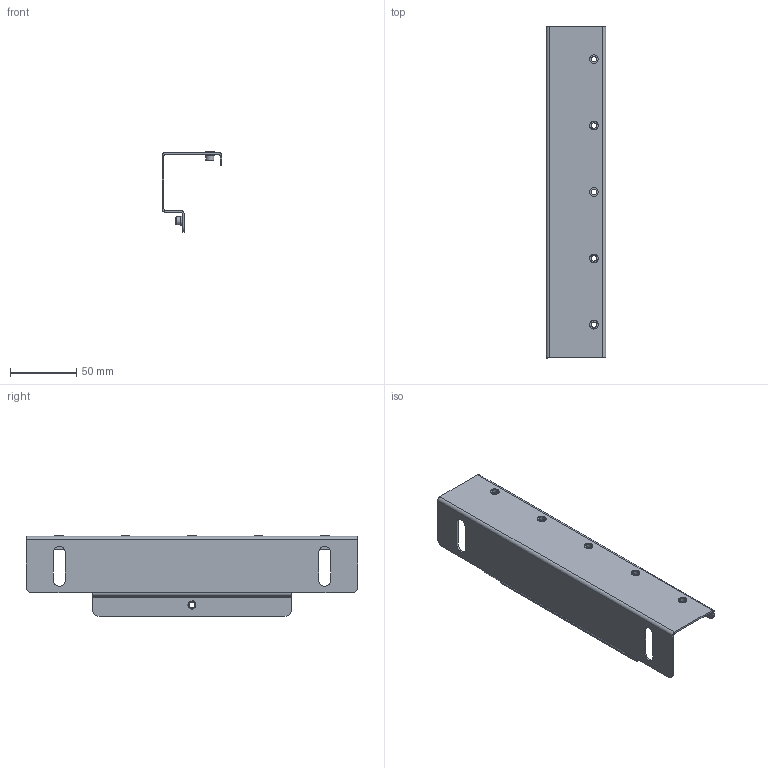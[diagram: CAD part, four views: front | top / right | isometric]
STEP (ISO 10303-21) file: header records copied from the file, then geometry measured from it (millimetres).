
FILE_DESCRIPTION (( 'STEP AP203' ), '1' );
FILE_NAME ('岓臍 240.10.10-03捘.STEP', '2024-02-05T08:50:36', ( '' ), ( '' ), 'SwSTEP 2.0', 'SolidWorks 2022', '' );
FILE_SCHEMA (( 'CONFIG_CONTROL_DESIGN' ));
Length unit declared in the file: millimetre
Products named in the file (3): КИВА 240.10.10-03СБ; КИВА 240.10.01-03_-03 (H300); Заклёпка резьбовая умен бортик_M4 (вытянутая на 1,4 мм)
Assembly tree (7 placements, depth 2):
  КИВА 240.10.10-03СБ
    КИВА 240.10.01-03_-03 (H300)
    Заклёпка резьбовая умен бортик_M4 (вытянутая на 1,4 мм)  x6
Bounding box: 45 x 250 x 60.6 mm (x, y, z)
Volume: 38877 mm3; surface area: 57564.1 mm2
Topology: 7 solids, 7 shells, 153 faces, 341 edges, 208 vertices
Faces by surface type: cylinder 80, plane 49, cone 12, torus 12
Entity records: 2796 total; most frequent: DIRECTION 451, CARTESIAN_POINT 397, ORIENTED_EDGE 382, EDGE_CURVE 191, AXIS2_PLACEMENT_3D 172, VERTEX_POINT 118, VECTOR 107, LINE 107
